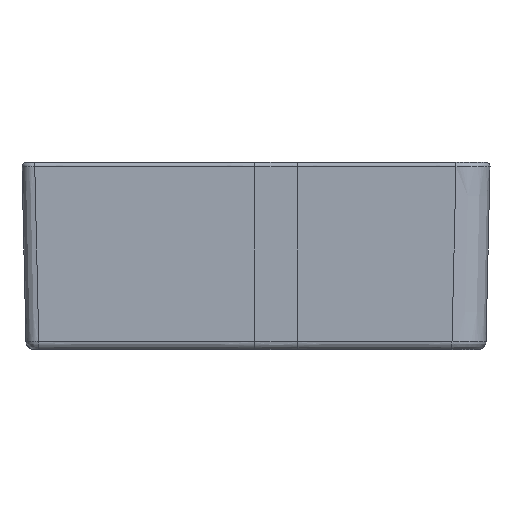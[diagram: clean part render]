
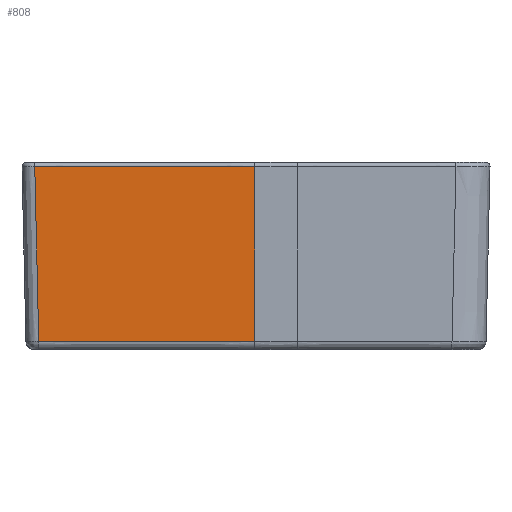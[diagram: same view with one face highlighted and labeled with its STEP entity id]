
A CAD part, left-side view. The second image highlights one B-rep face of the part: STEP entity #808.
In plain terms, the highlighted free-form (B-spline) face has degree [3, 3] with [4, 4] control points.
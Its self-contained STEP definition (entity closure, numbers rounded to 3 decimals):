
#220=B_SPLINE_SURFACE_WITH_KNOTS('',3,3,((#6860,#6861,#6862,#6863),(#6864,
#6865,#6866,#6867),(#6868,#6869,#6870,#6871),(#6872,#6873,#6874,#6875)),
 .UNSPECIFIED.,.F.,.F.,.F.,(4,4),(4,4),(0.,1.),(0.,1.),.UNSPECIFIED.);
#384=FACE_OUTER_BOUND('',#1074,.T.);
#597=B_SPLINE_CURVE_WITH_KNOTS('',3,(#6822,#6823,#6824,#6825,#6826,#6827,
#6828,#6829,#6830,#6831),.UNSPECIFIED.,.F.,.F.,(4,3,3,4),(0.,0.268,
0.536,1.),.UNSPECIFIED.);
#598=B_SPLINE_CURVE_WITH_KNOTS('',3,(#6834,#6835,#6836,#6837),
 .UNSPECIFIED.,.F.,.F.,(4,4),(0.,1.),.UNSPECIFIED.);
#599=B_SPLINE_CURVE_WITH_KNOTS('',3,(#6839,#6840,#6841,#6842,#6843,#6844,
#6845,#6846,#6847,#6848,#6849,#6850,#6851,#6852,#6853,#6854),
 .UNSPECIFIED.,.F.,.F.,(4,3,3,3,3,4),(0.,0.099,0.391,
0.708,0.758,1.),.UNSPECIFIED.);
#600=B_SPLINE_CURVE_WITH_KNOTS('',3,(#6856,#6857,#6858,#6859),
 .UNSPECIFIED.,.F.,.F.,(4,4),(0.,1.),.UNSPECIFIED.);
#808=ADVANCED_FACE('',(#384),#220,.F.);
#1074=EDGE_LOOP('',(#1819,#1820,#1821,#1822));
#1819=ORIENTED_EDGE('',*,*,#2689,.T.);
#1820=ORIENTED_EDGE('',*,*,#2690,.F.);
#1821=ORIENTED_EDGE('',*,*,#2691,.F.);
#1822=ORIENTED_EDGE('',*,*,#2692,.F.);
#2308=VERTEX_POINT('',#6832);
#2309=VERTEX_POINT('',#6833);
#2310=VERTEX_POINT('',#6838);
#2311=VERTEX_POINT('',#6855);
#2689=EDGE_CURVE('',#2308,#2309,#597,.T.);
#2690=EDGE_CURVE('',#2310,#2309,#598,.T.);
#2691=EDGE_CURVE('',#2311,#2310,#599,.T.);
#2692=EDGE_CURVE('',#2308,#2311,#600,.T.);
#6822=CARTESIAN_POINT('',(-442.722,-273.581,589.773));
#6823=CARTESIAN_POINT('',(-443.139,-273.581,608.111));
#6824=CARTESIAN_POINT('',(-443.556,-273.581,626.449));
#6825=CARTESIAN_POINT('',(-443.972,-273.581,644.787));
#6826=CARTESIAN_POINT('',(-444.389,-273.581,663.125));
#6827=CARTESIAN_POINT('',(-444.806,-273.581,681.463));
#6828=CARTESIAN_POINT('',(-445.223,-273.581,699.801));
#6829=CARTESIAN_POINT('',(-445.943,-273.581,731.496));
#6830=CARTESIAN_POINT('',(-446.663,-273.581,763.191));
#6831=CARTESIAN_POINT('',(-447.384,-273.581,794.886));
#6832=CARTESIAN_POINT('',(-442.722,-273.581,589.773));
#6833=CARTESIAN_POINT('',(-447.384,-273.581,794.886));
#6834=CARTESIAN_POINT('',(-447.384,-15.112,794.886));
#6835=CARTESIAN_POINT('',(-447.384,-101.269,794.886));
#6836=CARTESIAN_POINT('',(-447.384,-187.425,794.886));
#6837=CARTESIAN_POINT('',(-447.384,-273.581,794.886));
#6838=CARTESIAN_POINT('',(-447.384,-15.112,794.886));
#6839=CARTESIAN_POINT('',(-442.722,-19.774,589.773));
#6840=CARTESIAN_POINT('',(-442.875,-19.621,596.51));
#6841=CARTESIAN_POINT('',(-443.028,-19.468,603.247));
#6842=CARTESIAN_POINT('',(-443.181,-19.315,609.985));
#6843=CARTESIAN_POINT('',(-443.636,-18.86,629.974));
#6844=CARTESIAN_POINT('',(-444.09,-18.406,649.964));
#6845=CARTESIAN_POINT('',(-444.544,-17.952,669.954));
#6846=CARTESIAN_POINT('',(-445.037,-17.459,691.628));
#6847=CARTESIAN_POINT('',(-445.53,-16.967,713.302));
#6848=CARTESIAN_POINT('',(-446.022,-16.474,734.977));
#6849=CARTESIAN_POINT('',(-446.101,-16.395,738.431));
#6850=CARTESIAN_POINT('',(-446.179,-16.317,741.886));
#6851=CARTESIAN_POINT('',(-446.258,-16.238,745.341));
#6852=CARTESIAN_POINT('',(-446.633,-15.863,761.856));
#6853=CARTESIAN_POINT('',(-447.008,-15.488,778.371));
#6854=CARTESIAN_POINT('',(-447.384,-15.112,794.886));
#6855=CARTESIAN_POINT('',(-442.722,-19.774,589.773));
#6856=CARTESIAN_POINT('',(-442.722,-273.581,589.773));
#6857=CARTESIAN_POINT('',(-442.722,-188.979,589.773));
#6858=CARTESIAN_POINT('',(-442.722,-104.376,589.773));
#6859=CARTESIAN_POINT('',(-442.722,-19.774,589.773));
#6860=CARTESIAN_POINT('',(-447.5,0.,800.));
#6861=CARTESIAN_POINT('',(-445.833,-1.667,726.667));
#6862=CARTESIAN_POINT('',(-444.167,-3.333,653.333));
#6863=CARTESIAN_POINT('',(-442.5,-5.,580.));
#6864=CARTESIAN_POINT('',(-447.5,-166.667,800.));
#6865=CARTESIAN_POINT('',(-445.833,-167.222,726.667));
#6866=CARTESIAN_POINT('',(-444.167,-167.778,653.333));
#6867=CARTESIAN_POINT('',(-442.5,-168.333,580.));
#6868=CARTESIAN_POINT('',(-447.5,-333.333,800.));
#6869=CARTESIAN_POINT('',(-445.833,-332.778,726.667));
#6870=CARTESIAN_POINT('',(-444.167,-332.222,653.333));
#6871=CARTESIAN_POINT('',(-442.5,-331.667,580.));
#6872=CARTESIAN_POINT('',(-447.5,-500.,800.));
#6873=CARTESIAN_POINT('',(-445.833,-498.333,726.667));
#6874=CARTESIAN_POINT('',(-444.167,-496.667,653.333));
#6875=CARTESIAN_POINT('',(-442.5,-495.,580.));
